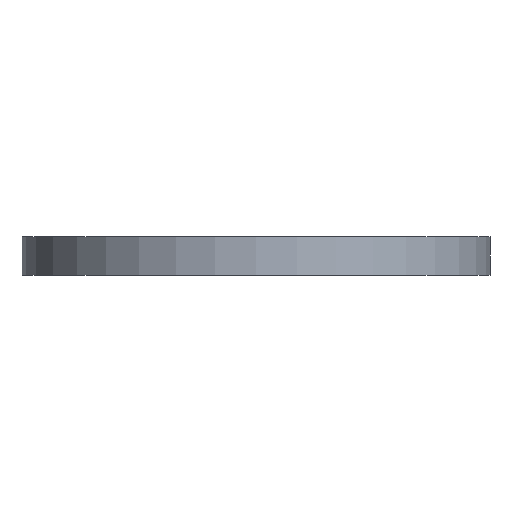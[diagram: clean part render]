
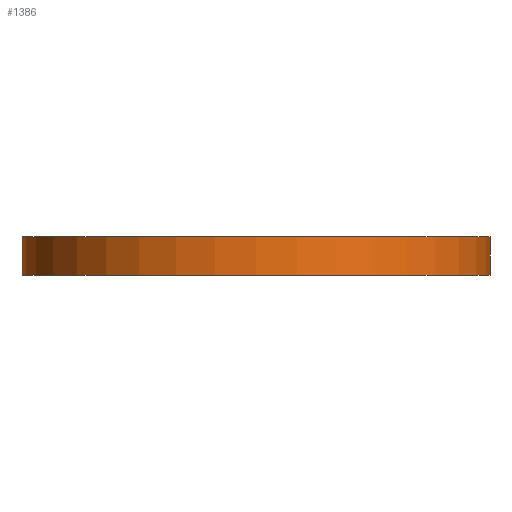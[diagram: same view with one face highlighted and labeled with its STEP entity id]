
A CAD part, front view. The second image highlights one B-rep face of the part: STEP entity #1386.
In plain terms, the highlighted cylindrical face has radius 5.5 mm (diameter 11 mm), a partial arc.
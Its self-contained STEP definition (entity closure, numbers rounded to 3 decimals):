
#50 = ORIENTED_EDGE ( 'NONE', *, *, #258, .T. ) ;
#53 = AXIS2_PLACEMENT_3D ( 'NONE', #1276, #1268, #1263 ) ;
#121 = ORIENTED_EDGE ( 'NONE', *, *, #187, .T. ) ;
#130 = VECTOR ( 'NONE', #1178, 1000. ) ;
#184 = CIRCLE ( 'NONE', #380, 5.5 ) ;
#187 = EDGE_CURVE ( 'NONE', #768, #1027, #184, .T. ) ;
#218 = VERTEX_POINT ( 'NONE', #993 ) ;
#236 = VECTOR ( 'NONE', #739, 1000. ) ;
#243 = EDGE_LOOP ( 'NONE', ( #1349, #515, #50, #121 ) ) ;
#258 = EDGE_CURVE ( 'NONE', #629, #768, #1030, .T. ) ;
#353 = AXIS2_PLACEMENT_3D ( 'NONE', #631, #627, #626 ) ;
#380 = AXIS2_PLACEMENT_3D ( 'NONE', #564, #563, #714 ) ;
#386 = FACE_OUTER_BOUND ( 'NONE', #243, .T. ) ;
#394 = CYLINDRICAL_SURFACE ( 'NONE', #353, 5.5 ) ;
#515 = ORIENTED_EDGE ( 'NONE', *, *, #630, .F. ) ;
#563 = DIRECTION ( 'NONE',  ( 0., 0., 1. ) ) ;
#564 = CARTESIAN_POINT ( 'NONE',  ( 0., 0., 0. ) ) ;
#626 = DIRECTION ( 'NONE',  ( -1., 0., 0. ) ) ;
#627 = DIRECTION ( 'NONE',  ( 0., 0., -1. ) ) ;
#629 = VERTEX_POINT ( 'NONE', #1270 ) ;
#630 = EDGE_CURVE ( 'NONE', #629, #218, #814, .T. ) ;
#631 = CARTESIAN_POINT ( 'NONE',  ( 0., 0., 0.9 ) ) ;
#714 = DIRECTION ( 'NONE',  ( 1., 0., 0. ) ) ;
#739 = DIRECTION ( 'NONE',  ( 0., 0., -1. ) ) ;
#740 = CARTESIAN_POINT ( 'NONE',  ( 5.5, 0., 0.9 ) ) ;
#742 = LINE ( 'NONE', #740, #236 ) ;
#768 = VERTEX_POINT ( 'NONE', #1157 ) ;
#814 = CIRCLE ( 'NONE', #53, 5.5 ) ;
#945 = CARTESIAN_POINT ( 'NONE',  ( 5.5, 0., 0. ) ) ;
#993 = CARTESIAN_POINT ( 'NONE',  ( 5.5, 0., 0.9 ) ) ;
#1027 = VERTEX_POINT ( 'NONE', #945 ) ;
#1030 = LINE ( 'NONE', #1221, #130 ) ;
#1157 = CARTESIAN_POINT ( 'NONE',  ( -5.5, 0., 0. ) ) ;
#1178 = DIRECTION ( 'NONE',  ( 0., 0., -1. ) ) ;
#1221 = CARTESIAN_POINT ( 'NONE',  ( -5.5, 0., 0.9 ) ) ;
#1261 = EDGE_CURVE ( 'NONE', #218, #1027, #742, .T. ) ;
#1263 = DIRECTION ( 'NONE',  ( 1., 0., 0. ) ) ;
#1268 = DIRECTION ( 'NONE',  ( 0., 0., 1. ) ) ;
#1270 = CARTESIAN_POINT ( 'NONE',  ( -5.5, 0., 0.9 ) ) ;
#1276 = CARTESIAN_POINT ( 'NONE',  ( 0., 0., 0.9 ) ) ;
#1349 = ORIENTED_EDGE ( 'NONE', *, *, #1261, .F. ) ;
#1386 = ADVANCED_FACE ( 'NONE', ( #386 ), #394, .T. ) ;
